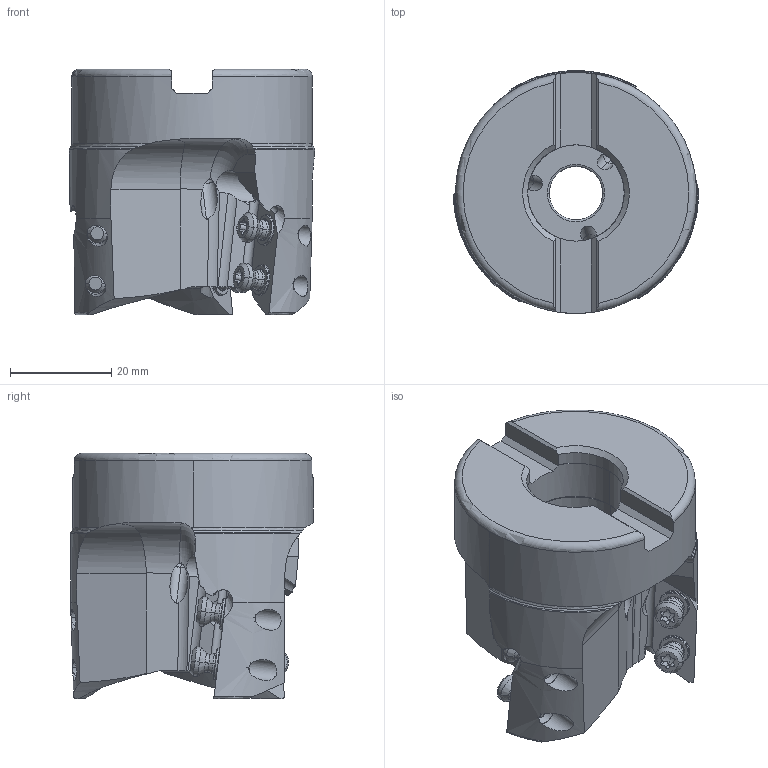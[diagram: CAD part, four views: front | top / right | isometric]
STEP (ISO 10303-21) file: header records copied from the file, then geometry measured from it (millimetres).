
FILE_DESCRIPTION(/* description */ (''),/* implementation_level */ '2;1');
FILE_NAME(/* name */ 'AXD7000UR0203A.stp',/* time_stamp */ '2019-03-25T17:26:30+09:00',/* author */ (''),/* organization */ (''),/* preprocessor_version */ 'ST-DEVELOPER v16',/* originating_system */ 'SIEMENS PLM Software NX 10.0',/* authorisation */ '');
FILE_SCHEMA (('AUTOMOTIVE_DESIGN { 1 0 10303 214 3 1 1 1 }'));
Length unit declared in the file: millimetre
Products named in the file (1): AXD7000UR0203A_ASM
Bounding box: 48.45 x 48.03 x 48.52 mm (x, y, z)
Volume: 48061.9 mm3; surface area: 14619.9 mm2
Topology: 7 solids, 7 shells, 455 faces, 1361 edges, 921 vertices
Faces by surface type: cylinder 192, cone 119, plane 90, torus 42, sphere 12
Entity records: 20523 total; most frequent: CARTESIAN_POINT 8104, ORIENTED_EDGE 2698, DIRECTION 2556, EDGE_CURVE 1349, AXIS2_PLACEMENT_3D 1096, VERTEX_POINT 921, CIRCLE 555, EDGE_LOOP 488
